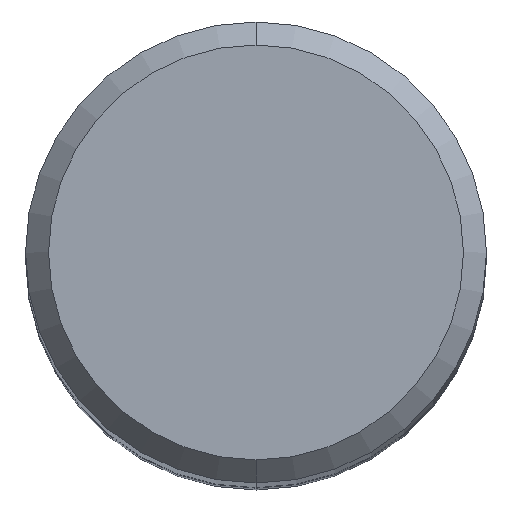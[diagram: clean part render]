
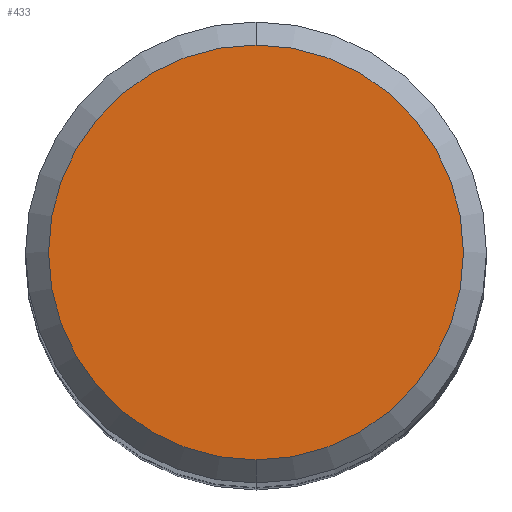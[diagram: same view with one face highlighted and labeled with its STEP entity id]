
A CAD part, top view. The second image highlights one B-rep face of the part: STEP entity #433.
In plain terms, the highlighted planar face has unit normal (0, 0, 1).
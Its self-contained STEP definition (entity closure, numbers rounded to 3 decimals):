
#201=EDGE_CURVE('',#307,#407,#519,.T.);
#307=VERTEX_POINT('',#638);
#407=VERTEX_POINT('',#748);
#433=ADVANCED_FACE('',(#775),#776,.T.);
#457=EDGE_CURVE('',#407,#307,#805,.T.);
#519=CIRCLE('',#881,3.6);
#638=CARTESIAN_POINT('',(0.,-3.6,0.0));
#748=CARTESIAN_POINT('',(0.0,3.6,0.0));
#775=FACE_OUTER_BOUND('',#1432,.T.);
#776=PLANE('',#1433);
#805=CIRCLE('',#1465,3.6);
#881=AXIS2_PLACEMENT_3D('',#1523,#1524,#1525);
#1432=EDGE_LOOP('',(#1789,#1790));
#1433=AXIS2_PLACEMENT_3D('',#1791,#1792,#1793);
#1465=AXIS2_PLACEMENT_3D('',#1844,#1845,#1846);
#1523=CARTESIAN_POINT('',(0.0,0.0,0.0));
#1524=DIRECTION('',(0.0,0.0,-1.0));
#1525=DIRECTION('',(0.0,1.0,0.0));
#1789=ORIENTED_EDGE('',*,*,#457,.F.);
#1790=ORIENTED_EDGE('',*,*,#201,.F.);
#1791=CARTESIAN_POINT('',(0.0,1.8,0.0));
#1792=DIRECTION('',(-0.0,0.0,1.0));
#1793=DIRECTION('',(0.0,-1.0,0.0));
#1844=CARTESIAN_POINT('',(0.0,0.0,0.0));
#1845=DIRECTION('',(0.0,0.0,-1.0));
#1846=DIRECTION('',(0.0,1.0,0.0));
